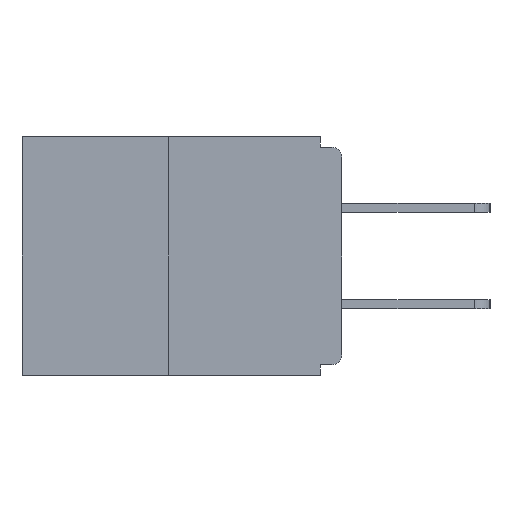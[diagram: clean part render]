
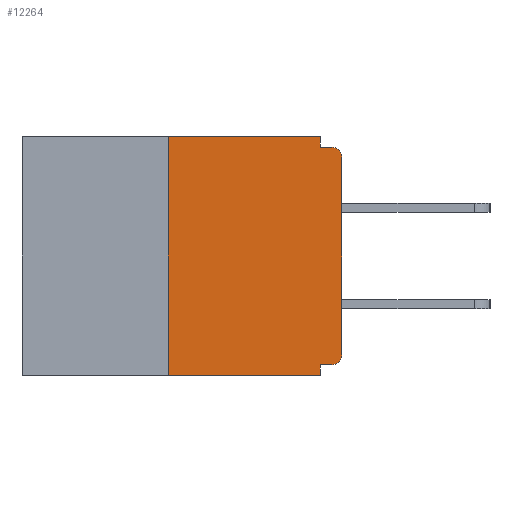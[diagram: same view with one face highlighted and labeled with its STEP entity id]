
A CAD part, left-side view. The second image highlights one B-rep face of the part: STEP entity #12264.
In plain terms, the highlighted planar face has unit normal (-1, 0, 0).
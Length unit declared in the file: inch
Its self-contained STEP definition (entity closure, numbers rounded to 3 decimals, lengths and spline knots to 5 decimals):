
#261 = EDGE_CURVE ( 'NONE', #18022, #23279, #267, .T. ) ;
#267 = LINE ( 'NONE', #5865, #11456 ) ;
#394 = EDGE_CURVE ( 'NONE', #943, #16267, #20240, .T. ) ;
#868 = CARTESIAN_POINT ( 'NONE',  ( 0., 0., -0.328 ) ) ;
#943 = VERTEX_POINT ( 'NONE', #7296 ) ;
#1019 = DIRECTION ( 'NONE',  ( 0., 0., -1. ) ) ;
#1103 = VERTEX_POINT ( 'NONE', #8418 ) ;
#1396 = DIRECTION ( 'NONE',  ( 0., 0., 1. ) ) ;
#1431 = ORIENTED_EDGE ( 'NONE', *, *, #261, .T. ) ;
#1624 = CIRCLE ( 'NONE', #20759, 0.015 ) ;
#2049 = DIRECTION ( 'NONE',  ( -1., 0., 0. ) ) ;
#2153 = VERTEX_POINT ( 'NONE', #16466 ) ;
#3192 = ORIENTED_EDGE ( 'NONE', *, *, #9206, .T. ) ;
#3343 = VECTOR ( 'NONE', #15714, 39.37008 ) ;
#4021 = CARTESIAN_POINT ( 'NONE',  ( 0., 0.015, -0.313 ) ) ;
#4115 = DIRECTION ( 'NONE',  ( 0., 0., 1. ) ) ;
#4318 = DIRECTION ( 'NONE',  ( 0., 0., -1. ) ) ;
#5497 = LINE ( 'NONE', #16516, #20058 ) ;
#5611 = VERTEX_POINT ( 'NONE', #10071 ) ;
#5865 = CARTESIAN_POINT ( 'NONE',  ( 0., 0., 0. ) ) ;
#6134 = DIRECTION ( 'NONE',  ( -1., 0., 0. ) ) ;
#7296 = CARTESIAN_POINT ( 'NONE',  ( 0., 0.031, -0.015 ) ) ;
#7600 = EDGE_CURVE ( 'NONE', #19031, #5611, #17424, .T. ) ;
#7635 = CARTESIAN_POINT ( 'NONE',  ( 0., 0.25, 0. ) ) ;
#8293 = CARTESIAN_POINT ( 'NONE',  ( 0., 0.25, -0.343 ) ) ;
#8295 = DIRECTION ( 'NONE',  ( 0., 0., -1. ) ) ;
#8336 = LINE ( 'NONE', #23171, #18835 ) ;
#8377 = LINE ( 'NONE', #868, #17305 ) ;
#8418 = CARTESIAN_POINT ( 'NONE',  ( 0., 0.015, -0.328 ) ) ;
#9167 = CARTESIAN_POINT ( 'NONE',  ( 0., 0., -0.313 ) ) ;
#9206 = EDGE_CURVE ( 'NONE', #1103, #18022, #1624, .T. ) ;
#9525 = EDGE_CURVE ( 'NONE', #11961, #2153, #11189, .T. ) ;
#9545 = CARTESIAN_POINT ( 'NONE',  ( 0., 0., -0.03 ) ) ;
#10071 = CARTESIAN_POINT ( 'NONE',  ( 0., 0.031, -0.343 ) ) ;
#10526 = ORIENTED_EDGE ( 'NONE', *, *, #15127, .F. ) ;
#10527 = DIRECTION ( 'NONE',  ( 0., 1., 0. ) ) ;
#10799 = PLANE ( 'NONE',  #14857 ) ;
#11189 = LINE ( 'NONE', #24615, #19963 ) ;
#11456 = VECTOR ( 'NONE', #4115, 39.37008 ) ;
#11961 = VERTEX_POINT ( 'NONE', #7635 ) ;
#12206 = CARTESIAN_POINT ( 'NONE',  ( 0., 0.015, -0.03 ) ) ;
#12264 = ADVANCED_FACE ( 'NONE', ( #21747 ), #10799, .F. ) ;
#12368 = CARTESIAN_POINT ( 'NONE',  ( 0., 0.46, -0.343 ) ) ;
#12432 = ORIENTED_EDGE ( 'NONE', *, *, #15922, .F. ) ;
#12669 = CARTESIAN_POINT ( 'NONE',  ( 0., 0., -0.015 ) ) ;
#13506 = ORIENTED_EDGE ( 'NONE', *, *, #7600, .F. ) ;
#13815 = CARTESIAN_POINT ( 'NONE',  ( 0., 0.031, -0.343 ) ) ;
#14046 = DIRECTION ( 'NONE',  ( 0., 0., -1. ) ) ;
#14486 = AXIS2_PLACEMENT_3D ( 'NONE', #12206, #2049, #15549 ) ;
#14528 = DIRECTION ( 'NONE',  ( 1., 0., 0. ) ) ;
#14857 = AXIS2_PLACEMENT_3D ( 'NONE', #19991, #14528, #1019 ) ;
#15127 = EDGE_CURVE ( 'NONE', #2153, #943, #8336, .T. ) ;
#15549 = DIRECTION ( 'NONE',  ( 0., 0., -1. ) ) ;
#15691 = EDGE_CURVE ( 'NONE', #23279, #16267, #20826, .T. ) ;
#15714 = DIRECTION ( 'NONE',  ( 0., -1., 0. ) ) ;
#15846 = EDGE_LOOP ( 'NONE', ( #16227, #12432, #20549, #13506, #22621, #3192, #1431, #16897, #21870, #10526 ) ) ;
#15922 = EDGE_CURVE ( 'NONE', #24158, #11961, #5497, .T. ) ;
#16227 = ORIENTED_EDGE ( 'NONE', *, *, #9525, .F. ) ;
#16267 = VERTEX_POINT ( 'NONE', #23471 ) ;
#16466 = CARTESIAN_POINT ( 'NONE',  ( 0., 0.031, 0. ) ) ;
#16516 = CARTESIAN_POINT ( 'NONE',  ( 0., 0.25, 0. ) ) ;
#16674 = EDGE_CURVE ( 'NONE', #24158, #5611, #23686, .T. ) ;
#16897 = ORIENTED_EDGE ( 'NONE', *, *, #15691, .T. ) ;
#16902 = DIRECTION ( 'NONE',  ( 0., -1., 0. ) ) ;
#17305 = VECTOR ( 'NONE', #10527, 39.37008 ) ;
#17424 = LINE ( 'NONE', #13815, #21227 ) ;
#17545 = VECTOR ( 'NONE', #19977, 39.37008 ) ;
#18022 = VERTEX_POINT ( 'NONE', #9167 ) ;
#18835 = VECTOR ( 'NONE', #4318, 39.37008 ) ;
#19031 = VERTEX_POINT ( 'NONE', #21038 ) ;
#19963 = VECTOR ( 'NONE', #16902, 39.37008 ) ;
#19977 = DIRECTION ( 'NONE',  ( 0., -1., 0. ) ) ;
#19991 = CARTESIAN_POINT ( 'NONE',  ( 0., 0.46, 0. ) ) ;
#20058 = VECTOR ( 'NONE', #1396, 39.37008 ) ;
#20240 = LINE ( 'NONE', #12669, #17545 ) ;
#20549 = ORIENTED_EDGE ( 'NONE', *, *, #16674, .T. ) ;
#20759 = AXIS2_PLACEMENT_3D ( 'NONE', #4021, #6134, #8295 ) ;
#20826 = CIRCLE ( 'NONE', #14486, 0.015 ) ;
#21038 = CARTESIAN_POINT ( 'NONE',  ( 0., 0.031, -0.328 ) ) ;
#21227 = VECTOR ( 'NONE', #14046, 39.37008 ) ;
#21422 = EDGE_CURVE ( 'NONE', #1103, #19031, #8377, .T. ) ;
#21747 = FACE_OUTER_BOUND ( 'NONE', #15846, .T. ) ;
#21870 = ORIENTED_EDGE ( 'NONE', *, *, #394, .F. ) ;
#22621 = ORIENTED_EDGE ( 'NONE', *, *, #21422, .F. ) ;
#23171 = CARTESIAN_POINT ( 'NONE',  ( 0., 0.031, 0. ) ) ;
#23279 = VERTEX_POINT ( 'NONE', #9545 ) ;
#23471 = CARTESIAN_POINT ( 'NONE',  ( 0., 0.015, -0.015 ) ) ;
#23686 = LINE ( 'NONE', #12368, #3343 ) ;
#24158 = VERTEX_POINT ( 'NONE', #8293 ) ;
#24615 = CARTESIAN_POINT ( 'NONE',  ( 0., 0.46, 0. ) ) ;
